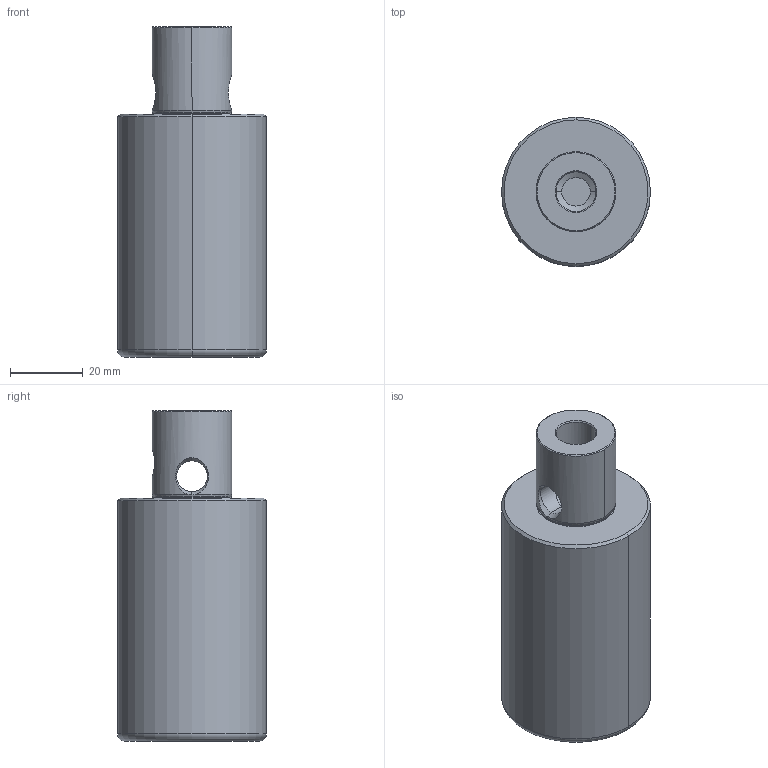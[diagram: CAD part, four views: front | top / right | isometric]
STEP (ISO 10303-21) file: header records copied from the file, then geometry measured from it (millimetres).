
FILE_DESCRIPTION(('no description'),'unknown implementation level');
FILE_NAME('467A50C1-FF03-46DA-A422-1677134C4F4B_export.stp',' ',('CIMSOURCE GmbH'),('CADClick - KiM GmbH - www.kimweb.de'),'unknown preprocess','ACIS','unknown authorization');
FILE_SCHEMA(('automotive_design'));
Length unit declared in the file: millimetre
Products named in the file (1): <N144.12 CK4B Zapfen>-<K�rper-Verschieben/Kopieren2>
Bounding box: 41 x 41 x 90.9 mm (x, y, z)
Volume: 87901.8 mm3; surface area: 14900.7 mm2
Topology: 1 solids, 1 shells, 44 faces, 101 edges, 58 vertices
Faces by surface type: cylinder 16, cone 16, torus 6, plane 6
Entity records: 2823 total; most frequent: CARTESIAN_POINT 633, DIRECTION 231, STYLED_ITEM 204, PRESENTATION_STYLE_ASSIGNMENT 204, COLOUR_RGB 204, ORIENTED_EDGE 202, EDGE_CURVE 101, CURVE_STYLE 101
